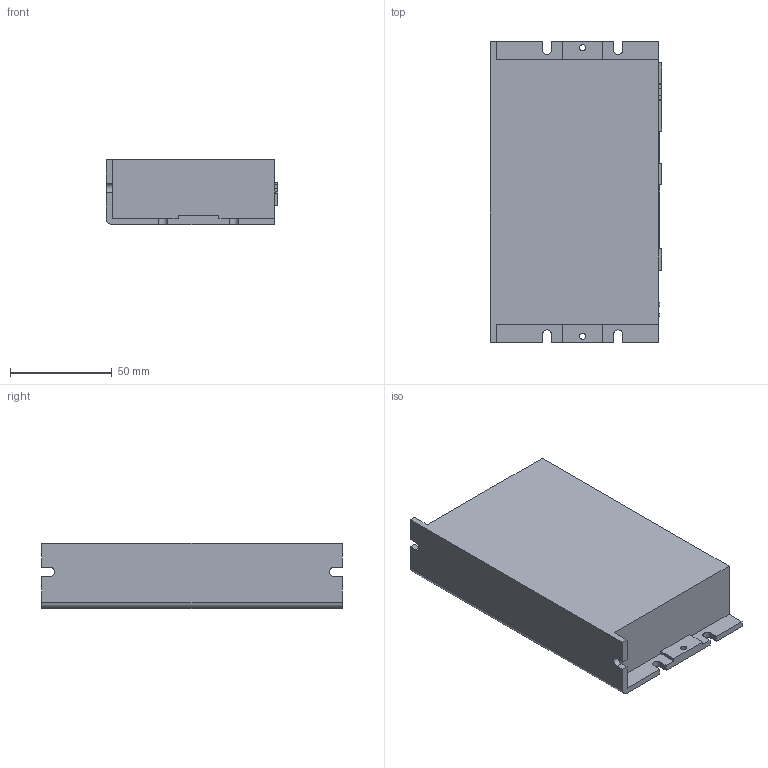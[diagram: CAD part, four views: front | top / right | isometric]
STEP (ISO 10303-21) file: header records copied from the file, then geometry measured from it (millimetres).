
FILE_DESCRIPTION((''),'2;1');
FILE_NAME('GUL 100.stp','2015-03-11T14:04:13',('AHN'),(''),'Autodesk Inventor 2012','Autodesk Inventor 2012','');
FILE_SCHEMA(('CONFIG_CONTROL_DESIGN'));
Length unit declared in the file: millimetre
Products named in the file (1): GUL 100
Bounding box: 84.5 x 148 x 32 mm (x, y, z)
Volume: 348227.3 mm3; surface area: 44214.9 mm2
Topology: 1 solids, 1 shells, 326 faces, 825 edges, 550 vertices
Faces by surface type: plane 304, cylinder 20, sphere 2
Full cylindrical faces by diameter (mm): 3 x4, 4 x2, 5 x2
Entity records: 9577 total; most frequent: CARTESIAN_POINT 1684, ORIENTED_EDGE 1622, DIRECTION 1505, EDGE_CURVE 811, VECTOR 771, LINE 771, VERTEX_POINT 546, EDGE_LOOP 389
